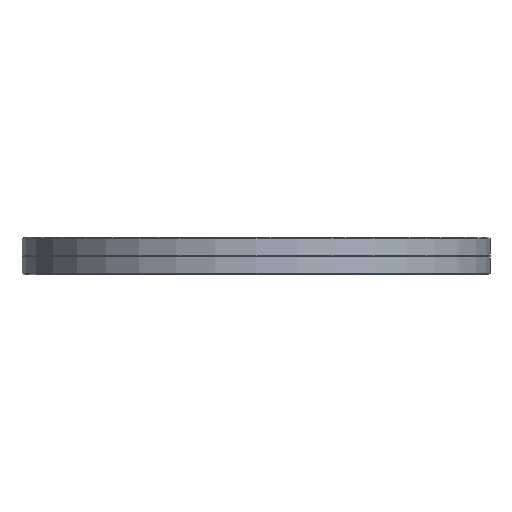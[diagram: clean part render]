
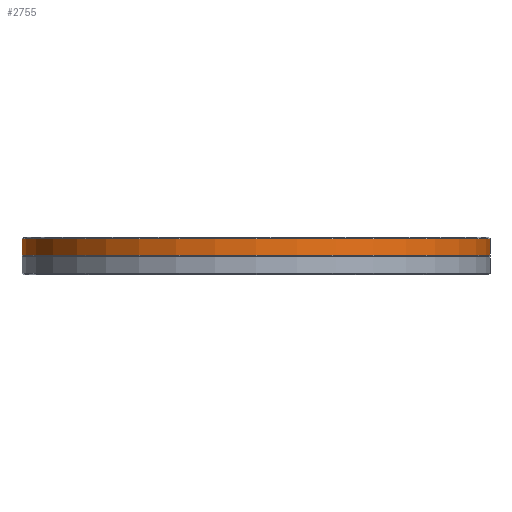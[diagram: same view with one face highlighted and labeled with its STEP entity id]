
A CAD part, front view. The second image highlights one B-rep face of the part: STEP entity #2755.
In plain terms, the highlighted cylindrical face has radius 177.8 mm (diameter 355.6 mm), a partial arc.
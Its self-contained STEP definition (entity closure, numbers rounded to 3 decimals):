
#280 = CARTESIAN_POINT ( 'NONE',  ( -177.8, 0., -13.502 ) ) ;
#427 = ORIENTED_EDGE ( 'NONE', *, *, #3147, .T. ) ;
#456 = VERTEX_POINT ( 'NONE', #1366 ) ;
#511 = LINE ( 'NONE', #2572, #2952 ) ;
#652 = AXIS2_PLACEMENT_3D ( 'NONE', #2805, #1362, #3044 ) ;
#662 = DIRECTION ( 'NONE',  ( -1., 0., 0. ) ) ;
#766 = CARTESIAN_POINT ( 'NONE',  ( 0., 0., -13.502 ) ) ;
#910 = DIRECTION ( 'NONE',  ( 0., 0., -1. ) ) ;
#914 = FACE_OUTER_BOUND ( 'NONE', #1486, .T. ) ;
#941 = CARTESIAN_POINT ( 'NONE',  ( 177.8, 0., -1. ) ) ;
#1021 = DIRECTION ( 'NONE',  ( -1., 0., 0. ) ) ;
#1128 = AXIS2_PLACEMENT_3D ( 'NONE', #766, #2471, #1021 ) ;
#1265 = VERTEX_POINT ( 'NONE', #2338 ) ;
#1362 = DIRECTION ( 'NONE',  ( 0., 0., 1. ) ) ;
#1366 = CARTESIAN_POINT ( 'NONE',  ( 177.8, 0., -13.502 ) ) ;
#1422 = CIRCLE ( 'NONE', #1128, 177.8 ) ;
#1486 = EDGE_LOOP ( 'NONE', ( #2498, #1848, #3129, #427 ) ) ;
#1515 = VERTEX_POINT ( 'NONE', #280 ) ;
#1566 = VECTOR ( 'NONE', #910, 1000. ) ;
#1618 = CIRCLE ( 'NONE', #652, 177.8 ) ;
#1655 = EDGE_CURVE ( 'NONE', #1265, #2237, #1618, .T. ) ;
#1848 = ORIENTED_EDGE ( 'NONE', *, *, #1655, .F. ) ;
#2045 = EDGE_CURVE ( 'NONE', #1265, #1515, #511, .T. ) ;
#2127 = CYLINDRICAL_SURFACE ( 'NONE', #2683, 177.8 ) ;
#2237 = VERTEX_POINT ( 'NONE', #941 ) ;
#2281 = LINE ( 'NONE', #2592, #1566 ) ;
#2338 = CARTESIAN_POINT ( 'NONE',  ( -177.8, 0., -1. ) ) ;
#2371 = CARTESIAN_POINT ( 'NONE',  ( 0., 0., -7.75 ) ) ;
#2471 = DIRECTION ( 'NONE',  ( 0., 0., 1. ) ) ;
#2498 = ORIENTED_EDGE ( 'NONE', *, *, #2746, .F. ) ;
#2572 = CARTESIAN_POINT ( 'NONE',  ( -177.8, 0., -7.75 ) ) ;
#2592 = CARTESIAN_POINT ( 'NONE',  ( 177.8, 0., -7.75 ) ) ;
#2683 = AXIS2_PLACEMENT_3D ( 'NONE', #2371, #3083, #662 ) ;
#2746 = EDGE_CURVE ( 'NONE', #2237, #456, #2281, .T. ) ;
#2755 = ADVANCED_FACE ( 'NONE', ( #914 ), #2127, .T. ) ;
#2805 = CARTESIAN_POINT ( 'NONE',  ( 0., 0., -1. ) ) ;
#2819 = DIRECTION ( 'NONE',  ( 0., 0., -1. ) ) ;
#2952 = VECTOR ( 'NONE', #2819, 1000. ) ;
#3044 = DIRECTION ( 'NONE',  ( 1., 0., 0. ) ) ;
#3083 = DIRECTION ( 'NONE',  ( 0., 0., -1. ) ) ;
#3129 = ORIENTED_EDGE ( 'NONE', *, *, #2045, .T. ) ;
#3147 = EDGE_CURVE ( 'NONE', #1515, #456, #1422, .T. ) ;
